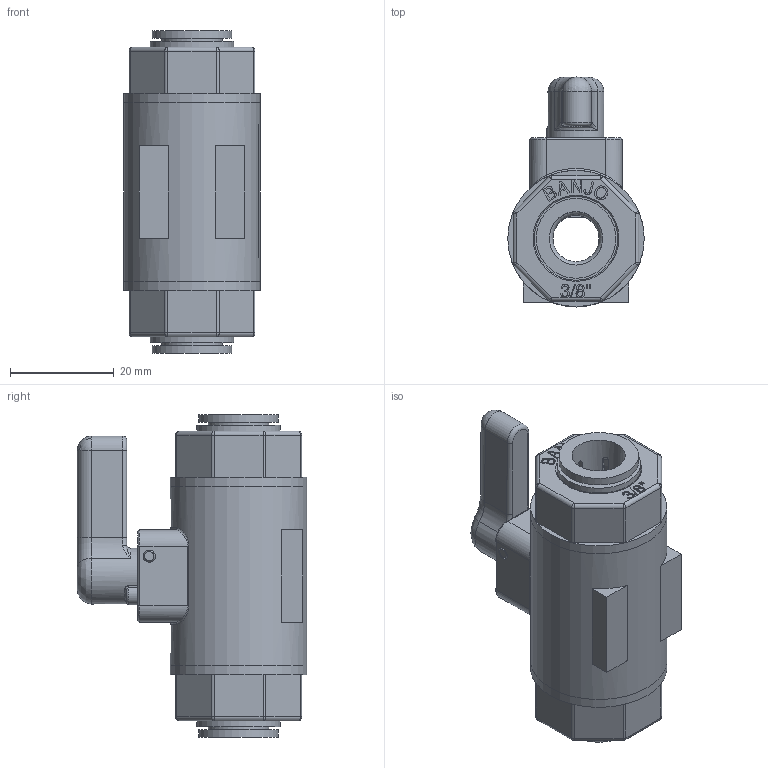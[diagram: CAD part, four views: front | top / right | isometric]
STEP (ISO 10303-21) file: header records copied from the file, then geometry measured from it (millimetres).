
FILE_DESCRIPTION(/* description */ ('3/8" MICRO-VALVE BODY'),/* implementation_level */ '2;1');
FILE_NAME(/* name */ 'LVPL038V.stp',/* time_stamp */ '2014-04-16T08:07:05-04:00',/* author */ ('areid'),/* organization */ (''),/* preprocessor_version */ 'ST-DEVELOPER v15.2',/* originating_system */ 'Autodesk Inventor 2014',/* authorisation */ '');
FILE_SCHEMA (('AUTOMOTIVE_DESIGN { 1 0 10303 214 3 1 1 }'));
Length unit declared in the file: inch
Products named in the file (16): LV03254A; AQ010V; LV02153B; LEV03255; WS10002; LV038SUBV; LV03256PL; LV03258V; VL1005; LVPL038VX; A110MV; PP2812W-cartridge; PP2812W-collet; PP2812W-Oring; PP2812W; LVPL038V
Bounding box: 26.29 x 44.26 x 62.23 mm (x, y, z)
Volume: 28868.6 mm3; surface area: 22894.6 mm2
Topology: 18 solids, 18 shells, 835 faces, 2095 edges, 1331 vertices
Faces by surface type: plane 344, bspline 187, cylinder 181, torus 57, cone 40, sphere 26
Full cylindrical faces by diameter (mm): 2.362 x3, 6.35 x1, 6.375 x1, 8.89 x2, 9.296 x1, 9.449 x1, 9.525 x1, 9.55 x1, 9.652 x2, 10.287 x2, 10.693 x2, 10.795 x1, 11.684 x2, 11.938 x2, 13.894 x2, 15.24 x2, 15.367 x2, 16.002 x2, 16.053 x2, 16.129 x2, 19.939 x2, 20.625 x2, 21.082 x2, 21.463 x2, 23.368 x2, 26.289 x3
Entity records: 20813 total; most frequent: CARTESIAN_POINT 7602, ORIENTED_EDGE 2734, DIRECTION 2391, EDGE_CURVE 1367, AXIS2_PLACEMENT_3D 911, VERTEX_POINT 902, EDGE_LOOP 699, ADVANCED_FACE 582
